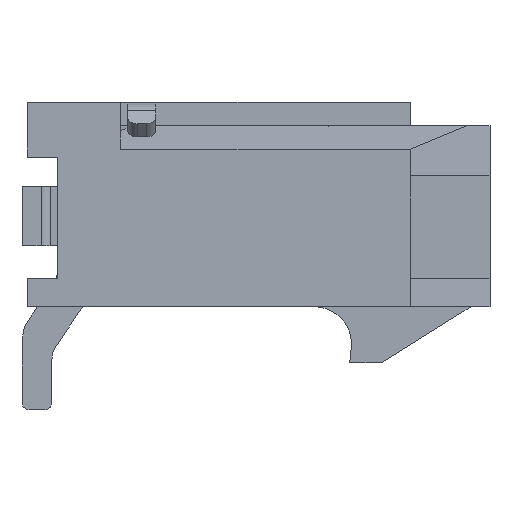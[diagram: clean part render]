
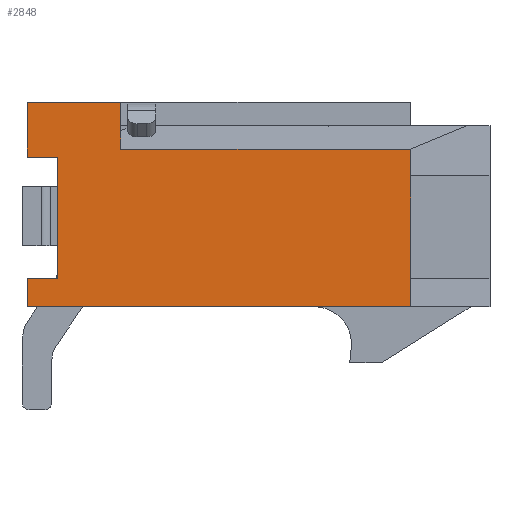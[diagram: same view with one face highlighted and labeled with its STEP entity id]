
A CAD part, left-side view. The second image highlights one B-rep face of the part: STEP entity #2848.
In plain terms, the highlighted planar face has unit normal (-1, 0, 0).
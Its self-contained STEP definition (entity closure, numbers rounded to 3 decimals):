
#101=CARTESIAN_POINT('',(-8.017,5.226,1.663));
#102=VERTEX_POINT('',#101);
#109=CARTESIAN_POINT('',(-8.017,5.876,1.663));
#110=VERTEX_POINT('',#109);
#111=CARTESIAN_POINT('',(-8.017,5.226,1.663));
#112=DIRECTION('',(0.,1.,0.));
#113=VECTOR('',#112,0.65);
#114=LINE('',#111,#113);
#115=EDGE_CURVE('',#102,#110,#114,.T.);
#189=CARTESIAN_POINT('',(-8.017,-2.324,-0.937));
#190=VERTEX_POINT('',#189);
#197=CARTESIAN_POINT('',(-8.017,-2.324,-1.537));
#198=VERTEX_POINT('',#197);
#199=CARTESIAN_POINT('',(-8.017,-2.324,-0.937));
#200=DIRECTION('',(0.,0.,-1.));
#201=VECTOR('',#200,0.6);
#202=LINE('',#199,#201);
#203=EDGE_CURVE('',#190,#198,#202,.T.);
#995=CARTESIAN_POINT('',(-8.017,5.876,-1.537));
#996=VERTEX_POINT('',#995);
#997=CARTESIAN_POINT('',(-8.017,-2.324,-1.537));
#998=DIRECTION('',(0.,1.,0.));
#999=VECTOR('',#998,8.2);
#1000=LINE('',#997,#999);
#1001=EDGE_CURVE('',#198,#996,#1000,.T.);
#1740=CARTESIAN_POINT('',(-8.017,5.876,-0.937));
#1741=VERTEX_POINT('',#1740);
#1757=CARTESIAN_POINT('',(-8.017,5.876,-1.537));
#1758=DIRECTION('',(0.,0.,1.));
#1759=VECTOR('',#1758,0.6);
#1760=LINE('',#1757,#1759);
#1761=EDGE_CURVE('',#996,#1741,#1760,.T.);
#1771=CARTESIAN_POINT('',(-8.017,5.876,2.833));
#1772=VERTEX_POINT('',#1771);
#1788=CARTESIAN_POINT('',(-8.017,5.876,1.663));
#1789=DIRECTION('',(0.,0.,1.));
#1790=VECTOR('',#1789,1.17);
#1791=LINE('',#1788,#1790);
#1792=EDGE_CURVE('',#110,#1772,#1791,.T.);
#1826=CARTESIAN_POINT('',(-8.017,5.226,-0.937));
#1827=VERTEX_POINT('',#1826);
#1834=CARTESIAN_POINT('',(-8.017,5.226,-0.937));
#1835=DIRECTION('',(0.,0.,1.));
#1836=VECTOR('',#1835,2.6);
#1837=LINE('',#1834,#1836);
#1838=EDGE_CURVE('',#1827,#102,#1837,.T.);
#1857=CARTESIAN_POINT('',(-8.017,5.876,-0.937));
#1858=DIRECTION('',(0.,-1.,0.));
#1859=VECTOR('',#1858,0.65);
#1860=LINE('',#1857,#1859);
#1861=EDGE_CURVE('',#1741,#1827,#1860,.T.);
#2796=CARTESIAN_POINT('',(-8.017,5.876,2.333));
#2797=DIRECTION('',(0.,0.,-1.));
#2798=DIRECTION('',(-1.,-0.,-0.));
#2799=AXIS2_PLACEMENT_3D('',#2796,#2798,#2797);
#2800=PLANE('',#2799);
#2801=CARTESIAN_POINT('',(-8.017,-2.324,1.263));
#2802=VERTEX_POINT('',#2801);
#2803=CARTESIAN_POINT('',(-8.017,-2.324,1.833));
#2804=VERTEX_POINT('',#2803);
#2805=CARTESIAN_POINT('',(-8.017,-2.324,1.263));
#2806=DIRECTION('',(0.,0.,1.));
#2807=VECTOR('',#2806,0.57);
#2808=LINE('',#2805,#2807);
#2809=EDGE_CURVE('',#2802,#2804,#2808,.T.);
#2810=ORIENTED_EDGE('',*,*,#2809,.T.);
#2811=CARTESIAN_POINT('',(-8.017,3.876,1.833));
#2812=VERTEX_POINT('',#2811);
#2813=CARTESIAN_POINT('',(-8.017,-2.324,1.833));
#2814=DIRECTION('',(0.,1.,0.));
#2815=VECTOR('',#2814,6.2);
#2816=LINE('',#2813,#2815);
#2817=EDGE_CURVE('',#2804,#2812,#2816,.T.);
#2818=ORIENTED_EDGE('',*,*,#2817,.T.);
#2819=CARTESIAN_POINT('',(-8.017,3.876,2.833));
#2820=VERTEX_POINT('',#2819);
#2821=CARTESIAN_POINT('',(-8.017,3.876,1.833));
#2822=DIRECTION('',(0.,0.,1.));
#2823=VECTOR('',#2822,1.);
#2824=LINE('',#2821,#2823);
#2825=EDGE_CURVE('',#2812,#2820,#2824,.T.);
#2826=ORIENTED_EDGE('',*,*,#2825,.T.);
#2827=CARTESIAN_POINT('',(-8.017,3.876,2.833));
#2828=DIRECTION('',(0.,1.,0.));
#2829=VECTOR('',#2828,2.);
#2830=LINE('',#2827,#2829);
#2831=EDGE_CURVE('',#2820,#1772,#2830,.T.);
#2832=ORIENTED_EDGE('',*,*,#2831,.T.);
#2833=ORIENTED_EDGE('',*,*,#1792,.F.);
#2834=ORIENTED_EDGE('',*,*,#115,.F.);
#2835=ORIENTED_EDGE('',*,*,#1838,.F.);
#2836=ORIENTED_EDGE('',*,*,#1861,.F.);
#2837=ORIENTED_EDGE('',*,*,#1761,.F.);
#2838=ORIENTED_EDGE('',*,*,#1001,.F.);
#2839=ORIENTED_EDGE('',*,*,#203,.F.);
#2840=CARTESIAN_POINT('',(-8.017,-2.324,-0.937));
#2841=DIRECTION('',(0.,0.,1.));
#2842=VECTOR('',#2841,2.2);
#2843=LINE('',#2840,#2842);
#2844=EDGE_CURVE('',#190,#2802,#2843,.T.);
#2845=ORIENTED_EDGE('',*,*,#2844,.T.);
#2846=EDGE_LOOP('',(#2810,#2818,#2826,#2832,#2833,#2834,#2835,#2836,#2837,#2838,#2839,#2845));
#2847=FACE_OUTER_BOUND('',#2846,.T.);
#2848=ADVANCED_FACE('',(#2847),#2800,.T.);
